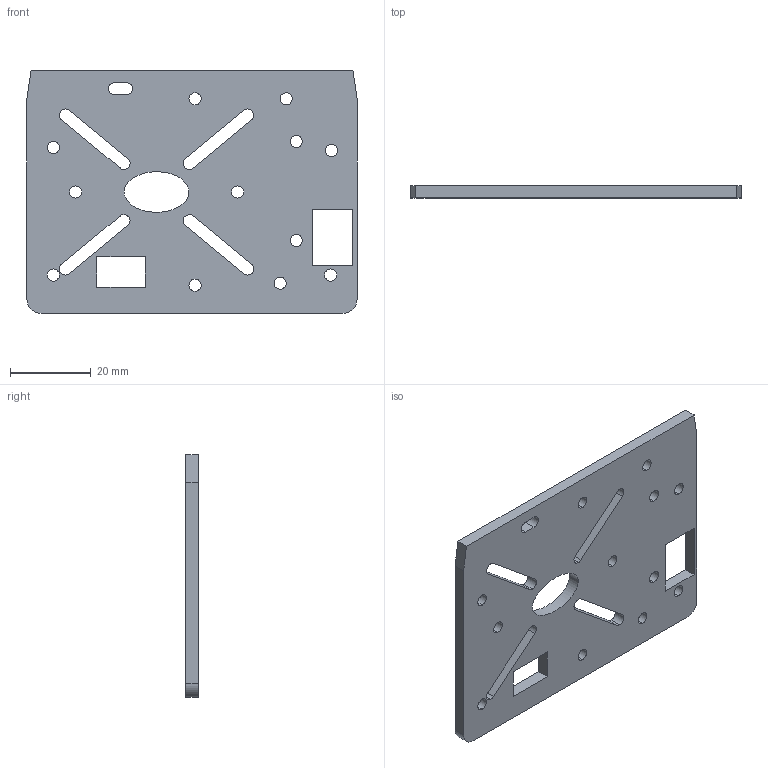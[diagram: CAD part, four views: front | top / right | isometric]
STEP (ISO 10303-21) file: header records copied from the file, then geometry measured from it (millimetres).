
FILE_DESCRIPTION (( 'STEP AP203' ), '1' );
FILE_NAME ('Base Superior 2.STEP', '2025-10-20T21:58:45', ( '' ), ( '' ), 'SwSTEP 2.0', 'SolidWorks 2025', '' );
FILE_SCHEMA (( 'CONFIG_CONTROL_DESIGN' ));
Length unit declared in the file: millimetre
Products named in the file (1): Base Superior 2
Bounding box: 81.5 x 3 x 60 mm (x, y, z)
Volume: 12504.5 mm3; surface area: 10504.1 mm2
Topology: 1 solids, 1 shells, 68 faces, 198 edges, 132 vertices
Faces by surface type: cylinder 40, plane 26, bspline 2
Entity records: 2445 total; most frequent: CARTESIAN_POINT 425, DIRECTION 408, ORIENTED_EDGE 396, EDGE_CURVE 198, AXIS2_PLACEMENT_3D 147, VERTEX_POINT 132, VECTOR 114, LINE 114
